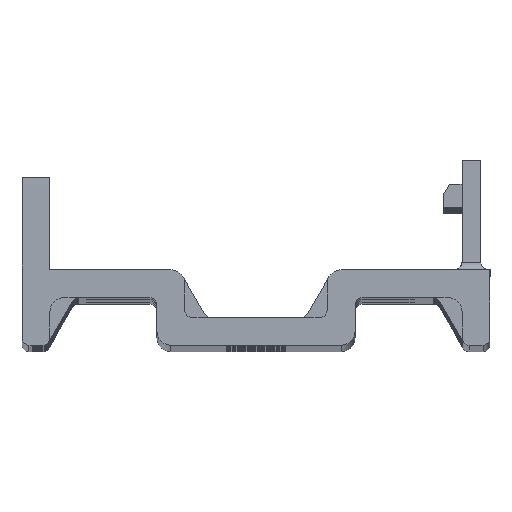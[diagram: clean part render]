
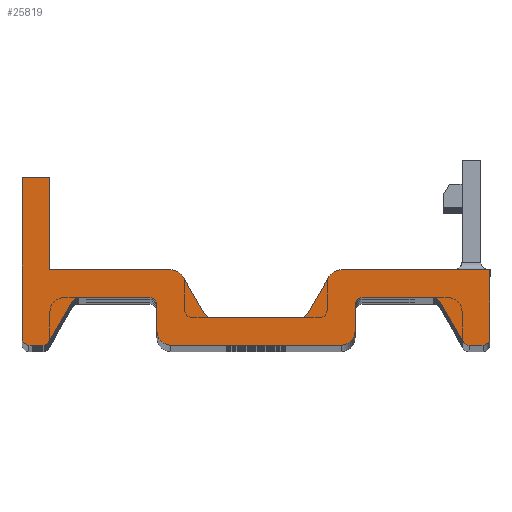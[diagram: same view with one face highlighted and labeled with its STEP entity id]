
A CAD part, top view. The second image highlights one B-rep face of the part: STEP entity #25819.
In plain terms, the highlighted planar face has unit normal (0, 0, 1).
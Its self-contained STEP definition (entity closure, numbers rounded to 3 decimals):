
#69=DIRECTION('',(0.,1.,0.));
#70=VECTOR('',#69,6.6);
#71=CARTESIAN_POINT('',(-14.775,5.4,126.));
#72=LINE('',#71,#70);
#613=DIRECTION('',(1.,0.,0.));
#614=VECTOR('',#613,2.);
#615=CARTESIAN_POINT('',(-16.775,12.,126.));
#616=LINE('',#615,#614);
#621=DIRECTION('',(0.,-1.,0.));
#622=VECTOR('',#621,11.5);
#623=CARTESIAN_POINT('',(-16.775,12.,126.));
#624=LINE('',#623,#622);
#933=CARTESIAN_POINT('',(-16.275,0.5,126.));
#934=DIRECTION('',(0.,0.,-1.));
#935=DIRECTION('',(0.,-1.,0.));
#936=AXIS2_PLACEMENT_3D('',#933,#934,#935);
#951=DIRECTION('',(1.,0.,0.));
#952=VECTOR('',#951,1.);
#953=CARTESIAN_POINT('',(-16.275,0.,126.));
#954=LINE('',#953,#952);
#1183=CARTESIAN_POINT('',(-15.275,0.5,126.));
#1184=DIRECTION('',(0.,0.,-1.));
#1185=DIRECTION('',(0.866,-0.5,0.));
#1186=AXIS2_PLACEMENT_3D('',#1183,#1184,#1185);
#1201=DIRECTION('',(0.5,0.866,0.));
#1202=VECTOR('',#1201,3.349);
#1203=CARTESIAN_POINT('',(-14.842,0.25,126.));
#1204=LINE('',#1203,#1202);
#1209=CARTESIAN_POINT('',(-12.735,2.9,126.));
#1210=DIRECTION('',(0.,0.,1.));
#1211=DIRECTION('',(0.,1.,0.));
#1212=AXIS2_PLACEMENT_3D('',#1209,#1210,#1211);
#1227=DIRECTION('',(1.,0.,0.));
#1228=VECTOR('',#1227,5.135);
#1229=CARTESIAN_POINT('',(-12.735,3.4,126.));
#1230=LINE('',#1229,#1228);
#1659=CARTESIAN_POINT('',(-7.6,2.9,126.));
#1660=DIRECTION('',(0.,0.,1.));
#1661=DIRECTION('',(1.,0.,0.));
#1662=AXIS2_PLACEMENT_3D('',#1659,#1660,#1661);
#1672=DIRECTION('',(0.,-1.,0.));
#1673=VECTOR('',#1672,1.9);
#1674=CARTESIAN_POINT('',(-7.1,2.9,126.));
#1675=LINE('',#1674,#1673);
#1692=CARTESIAN_POINT('',(-6.1,1.,126.));
#1693=DIRECTION('',(0.,0.,-1.));
#1694=DIRECTION('',(0.,-1.,0.));
#1695=AXIS2_PLACEMENT_3D('',#1692,#1693,#1694);
#1710=DIRECTION('',(1.,0.,0.));
#1711=VECTOR('',#1710,12.2);
#1712=CARTESIAN_POINT('',(-6.1,0.,126.));
#1713=LINE('',#1712,#1711);
#1984=CARTESIAN_POINT('',(6.1,1.,126.));
#1985=DIRECTION('',(0.,0.,-1.));
#1986=DIRECTION('',(1.,0.,0.));
#1987=AXIS2_PLACEMENT_3D('',#1984,#1985,#1986);
#2002=DIRECTION('',(0.,1.,0.));
#2003=VECTOR('',#2002,1.9);
#2004=CARTESIAN_POINT('',(7.1,1.,126.));
#2005=LINE('',#2004,#2003);
#2022=CARTESIAN_POINT('',(7.6,2.9,126.));
#2023=DIRECTION('',(0.,0.,1.));
#2024=DIRECTION('',(0.,1.,0.));
#2025=AXIS2_PLACEMENT_3D('',#2022,#2023,#2024);
#2035=DIRECTION('',(1.,0.,0.));
#2036=VECTOR('',#2035,5.135);
#2037=CARTESIAN_POINT('',(7.6,3.4,126.));
#2038=LINE('',#2037,#2036);
#2315=CARTESIAN_POINT('',(12.735,2.9,126.));
#2316=DIRECTION('',(0.,0.,-1.));
#2317=DIRECTION('',(0.,1.,0.));
#2318=AXIS2_PLACEMENT_3D('',#2315,#2316,#2317);
#2333=DIRECTION('',(0.5,-0.866,0.));
#2334=VECTOR('',#2333,3.349);
#2335=CARTESIAN_POINT('',(13.168,3.15,126.));
#2336=LINE('',#2335,#2334);
#2341=CARTESIAN_POINT('',(15.275,0.5,126.));
#2342=DIRECTION('',(0.,0.,-1.));
#2343=DIRECTION('',(0.,-1.,0.));
#2344=AXIS2_PLACEMENT_3D('',#2341,#2342,#2343);
#2431=DIRECTION('',(1.,0.,0.));
#2432=VECTOR('',#2431,1.);
#2433=CARTESIAN_POINT('',(15.275,0.,126.));
#2434=LINE('',#2433,#2432);
#2435=CARTESIAN_POINT('',(16.275,0.5,126.));
#2436=DIRECTION('',(0.,0.,-1.));
#2437=DIRECTION('',(1.,0.,0.));
#2438=AXIS2_PLACEMENT_3D('',#2435,#2436,#2437);
#2453=DIRECTION('',(0.,1.,0.));
#2454=VECTOR('',#2453,4.9);
#2455=CARTESIAN_POINT('',(16.775,0.5,126.));
#2456=LINE('',#2455,#2454);
#2457=DIRECTION('',(-1.,0.,0.));
#2458=VECTOR('',#2457,10.675);
#2459=CARTESIAN_POINT('',(16.775,5.4,126.));
#2460=LINE('',#2459,#2458);
#2833=CARTESIAN_POINT('',(6.1,4.4,126.));
#2834=DIRECTION('',(0.,0.,-1.));
#2835=DIRECTION('',(-0.866,0.5,0.));
#2836=AXIS2_PLACEMENT_3D('',#2833,#2834,#2835);
#2923=DIRECTION('',(-0.5,-0.866,0.));
#2924=VECTOR('',#2923,3.06);
#2925=CARTESIAN_POINT('',(5.234,4.9,126.));
#2926=LINE('',#2925,#2924);
#2931=CARTESIAN_POINT('',(3.271,2.5,126.));
#2932=DIRECTION('',(0.,0.,1.));
#2933=DIRECTION('',(0.,-1.,0.));
#2934=AXIS2_PLACEMENT_3D('',#2931,#2932,#2933);
#2949=DIRECTION('',(-1.,0.,0.));
#2950=VECTOR('',#2949,6.542);
#2951=CARTESIAN_POINT('',(3.271,2.,126.));
#2952=LINE('',#2951,#2950);
#2958=CARTESIAN_POINT('',(-3.271,2.5,126.));
#2959=DIRECTION('',(0.,0.,-1.));
#2960=DIRECTION('',(0.,-1.,0.));
#2961=AXIS2_PLACEMENT_3D('',#2958,#2959,#2960);
#2976=DIRECTION('',(-0.5,0.866,0.));
#2977=VECTOR('',#2976,3.06);
#2978=CARTESIAN_POINT('',(-3.704,2.25,126.));
#2979=LINE('',#2978,#2977);
#2984=CARTESIAN_POINT('',(-6.1,4.4,126.));
#2985=DIRECTION('',(0.,0.,-1.));
#2986=DIRECTION('',(0.,1.,0.));
#2987=AXIS2_PLACEMENT_3D('',#2984,#2985,#2986);
#3074=DIRECTION('',(-1.,0.,0.));
#3075=VECTOR('',#3074,8.675);
#3076=CARTESIAN_POINT('',(-6.1,5.4,126.));
#3077=LINE('',#3076,#3075);
#25294=CARTESIAN_POINT('',(-16.775,12.,126.));
#25295=CARTESIAN_POINT('',(-16.775,0.5,126.));
#25296=VERTEX_POINT('',#25294);
#25297=VERTEX_POINT('',#25295);
#25298=CARTESIAN_POINT('',(-16.275,0.,126.));
#25299=CARTESIAN_POINT('',(-15.275,0.,126.));
#25300=VERTEX_POINT('',#25298);
#25301=VERTEX_POINT('',#25299);
#25302=CARTESIAN_POINT('',(-12.735,3.4,126.));
#25303=CARTESIAN_POINT('',(-7.6,3.4,126.));
#25304=VERTEX_POINT('',#25302);
#25305=VERTEX_POINT('',#25303);
#25306=CARTESIAN_POINT('',(-7.1,2.9,126.));
#25307=CARTESIAN_POINT('',(-7.1,1.,126.));
#25308=VERTEX_POINT('',#25306);
#25309=VERTEX_POINT('',#25307);
#25310=CARTESIAN_POINT('',(-6.1,0.,126.));
#25311=CARTESIAN_POINT('',(6.1,0.,126.));
#25312=VERTEX_POINT('',#25310);
#25313=VERTEX_POINT('',#25311);
#25314=CARTESIAN_POINT('',(7.1,1.,126.));
#25315=CARTESIAN_POINT('',(7.1,2.9,126.));
#25316=VERTEX_POINT('',#25314);
#25317=VERTEX_POINT('',#25315);
#25318=CARTESIAN_POINT('',(7.6,3.4,126.));
#25319=CARTESIAN_POINT('',(12.735,3.4,126.));
#25320=VERTEX_POINT('',#25318);
#25321=VERTEX_POINT('',#25319);
#25322=CARTESIAN_POINT('',(15.275,0.,126.));
#25323=CARTESIAN_POINT('',(16.275,0.,126.));
#25324=VERTEX_POINT('',#25322);
#25325=VERTEX_POINT('',#25323);
#25326=CARTESIAN_POINT('',(16.775,0.5,126.));
#25327=CARTESIAN_POINT('',(16.775,5.4,126.));
#25328=VERTEX_POINT('',#25326);
#25329=VERTEX_POINT('',#25327);
#25330=CARTESIAN_POINT('',(6.1,5.4,126.));
#25331=VERTEX_POINT('',#25330);
#25332=CARTESIAN_POINT('',(3.271,2.,126.));
#25333=CARTESIAN_POINT('',(-3.271,2.,126.));
#25334=VERTEX_POINT('',#25332);
#25335=VERTEX_POINT('',#25333);
#25336=CARTESIAN_POINT('',(-6.1,5.4,126.));
#25337=CARTESIAN_POINT('',(-14.775,5.4,126.));
#25338=VERTEX_POINT('',#25336);
#25339=VERTEX_POINT('',#25337);
#25340=CARTESIAN_POINT('',(-14.775,12.,126.));
#25341=VERTEX_POINT('',#25340);
#25342=CARTESIAN_POINT('',(-5.234,4.9,126.));
#25343=VERTEX_POINT('',#25342);
#25344=CARTESIAN_POINT('',(5.234,4.9,126.));
#25345=VERTEX_POINT('',#25344);
#25346=CARTESIAN_POINT('',(14.842,0.25,126.));
#25347=VERTEX_POINT('',#25346);
#25348=CARTESIAN_POINT('',(-14.842,0.25,126.));
#25349=VERTEX_POINT('',#25348);
#25350=CARTESIAN_POINT('',(13.168,3.15,126.));
#25351=VERTEX_POINT('',#25350);
#25352=CARTESIAN_POINT('',(3.704,2.25,126.));
#25353=VERTEX_POINT('',#25352);
#25354=CARTESIAN_POINT('',(-3.704,2.25,126.));
#25355=VERTEX_POINT('',#25354);
#25356=CARTESIAN_POINT('',(-13.168,3.15,126.));
#25357=VERTEX_POINT('',#25356);
#25749=CARTESIAN_POINT('',(16.775,13.25,126.));
#25750=DIRECTION('',(0.,0.,-1.));
#25751=DIRECTION('',(-1.,0.,0.));
#25752=AXIS2_PLACEMENT_3D('',#25749,#25750,#25751);
#25753=PLANE('',#25752);
#25755=ORIENTED_EDGE('',*,*,#25754,.T.);
#25756=ORIENTED_EDGE('',*,*,#25435,.F.);
#25758=ORIENTED_EDGE('',*,*,#25757,.F.);
#25760=ORIENTED_EDGE('',*,*,#25759,.T.);
#25762=ORIENTED_EDGE('',*,*,#25761,.F.);
#25764=ORIENTED_EDGE('',*,*,#25763,.F.);
#25766=ORIENTED_EDGE('',*,*,#25765,.F.);
#25768=ORIENTED_EDGE('',*,*,#25767,.T.);
#25770=ORIENTED_EDGE('',*,*,#25769,.F.);
#25772=ORIENTED_EDGE('',*,*,#25771,.T.);
#25774=ORIENTED_EDGE('',*,*,#25773,.F.);
#25776=ORIENTED_EDGE('',*,*,#25775,.F.);
#25778=ORIENTED_EDGE('',*,*,#25777,.T.);
#25780=ORIENTED_EDGE('',*,*,#25779,.F.);
#25782=ORIENTED_EDGE('',*,*,#25781,.T.);
#25784=ORIENTED_EDGE('',*,*,#25783,.F.);
#25786=ORIENTED_EDGE('',*,*,#25785,.F.);
#25788=ORIENTED_EDGE('',*,*,#25787,.F.);
#25790=ORIENTED_EDGE('',*,*,#25789,.T.);
#25792=ORIENTED_EDGE('',*,*,#25791,.F.);
#25794=ORIENTED_EDGE('',*,*,#25793,.T.);
#25796=ORIENTED_EDGE('',*,*,#25795,.F.);
#25798=ORIENTED_EDGE('',*,*,#25797,.T.);
#25800=ORIENTED_EDGE('',*,*,#25799,.F.);
#25802=ORIENTED_EDGE('',*,*,#25801,.T.);
#25804=ORIENTED_EDGE('',*,*,#25803,.F.);
#25806=ORIENTED_EDGE('',*,*,#25805,.T.);
#25808=ORIENTED_EDGE('',*,*,#25807,.F.);
#25810=ORIENTED_EDGE('',*,*,#25809,.T.);
#25812=ORIENTED_EDGE('',*,*,#25811,.F.);
#25814=ORIENTED_EDGE('',*,*,#25813,.T.);
#25816=ORIENTED_EDGE('',*,*,#25815,.F.);
#25817=EDGE_LOOP('',(#25755,#25756,#25758,#25760,#25762,#25764,#25766,#25768,
#25770,#25772,#25774,#25776,#25778,#25780,#25782,#25784,#25786,#25788,#25790,
#25792,#25794,#25796,#25798,#25800,#25802,#25804,#25806,#25808,#25810,#25812,
#25814,#25816));
#25818=FACE_OUTER_BOUND('',#25817,.F.);
#25819=ADVANCED_FACE('',(#25818),#25753,.F.);
#937=CIRCLE('',#936,0.5);
#1187=CIRCLE('',#1186,0.5);
#1213=CIRCLE('',#1212,0.5);
#1663=CIRCLE('',#1662,0.5);
#1696=CIRCLE('',#1695,1.);
#1988=CIRCLE('',#1987,1.);
#2026=CIRCLE('',#2025,0.5);
#2319=CIRCLE('',#2318,0.5);
#2345=CIRCLE('',#2344,0.5);
#2439=CIRCLE('',#2438,0.5);
#2837=CIRCLE('',#2836,1.);
#2935=CIRCLE('',#2934,0.5);
#2962=CIRCLE('',#2961,0.5);
#2988=CIRCLE('',#2987,1.);
#25435=EDGE_CURVE('',#25339,#25341,#72,.T.);
#25754=EDGE_CURVE('',#25296,#25341,#616,.T.);
#25757=EDGE_CURVE('',#25338,#25339,#3077,.T.);
#25759=EDGE_CURVE('',#25338,#25343,#2988,.T.);
#25761=EDGE_CURVE('',#25355,#25343,#2979,.T.);
#25763=EDGE_CURVE('',#25335,#25355,#2962,.T.);
#25765=EDGE_CURVE('',#25334,#25335,#2952,.T.);
#25767=EDGE_CURVE('',#25334,#25353,#2935,.T.);
#25769=EDGE_CURVE('',#25345,#25353,#2926,.T.);
#25771=EDGE_CURVE('',#25345,#25331,#2837,.T.);
#25773=EDGE_CURVE('',#25329,#25331,#2460,.T.);
#25775=EDGE_CURVE('',#25328,#25329,#2456,.T.);
#25777=EDGE_CURVE('',#25328,#25325,#2439,.T.);
#25779=EDGE_CURVE('',#25324,#25325,#2434,.T.);
#25781=EDGE_CURVE('',#25324,#25347,#2345,.T.);
#25783=EDGE_CURVE('',#25351,#25347,#2336,.T.);
#25785=EDGE_CURVE('',#25321,#25351,#2319,.T.);
#25787=EDGE_CURVE('',#25320,#25321,#2038,.T.);
#25789=EDGE_CURVE('',#25320,#25317,#2026,.T.);
#25791=EDGE_CURVE('',#25316,#25317,#2005,.T.);
#25793=EDGE_CURVE('',#25316,#25313,#1988,.T.);
#25795=EDGE_CURVE('',#25312,#25313,#1713,.T.);
#25797=EDGE_CURVE('',#25312,#25309,#1696,.T.);
#25799=EDGE_CURVE('',#25308,#25309,#1675,.T.);
#25801=EDGE_CURVE('',#25308,#25305,#1663,.T.);
#25803=EDGE_CURVE('',#25304,#25305,#1230,.T.);
#25805=EDGE_CURVE('',#25304,#25357,#1213,.T.);
#25807=EDGE_CURVE('',#25349,#25357,#1204,.T.);
#25809=EDGE_CURVE('',#25349,#25301,#1187,.T.);
#25811=EDGE_CURVE('',#25300,#25301,#954,.T.);
#25813=EDGE_CURVE('',#25300,#25297,#937,.T.);
#25815=EDGE_CURVE('',#25296,#25297,#624,.T.);
